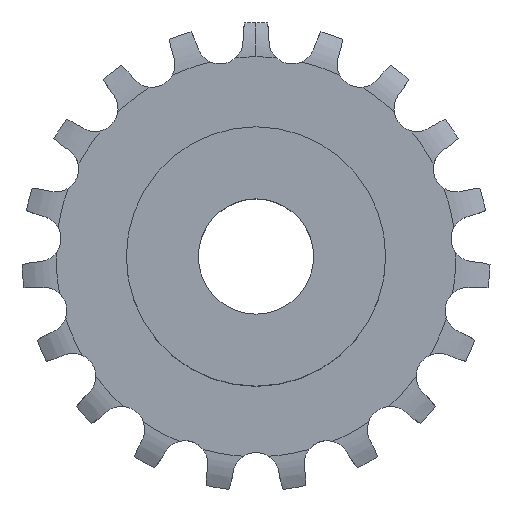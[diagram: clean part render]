
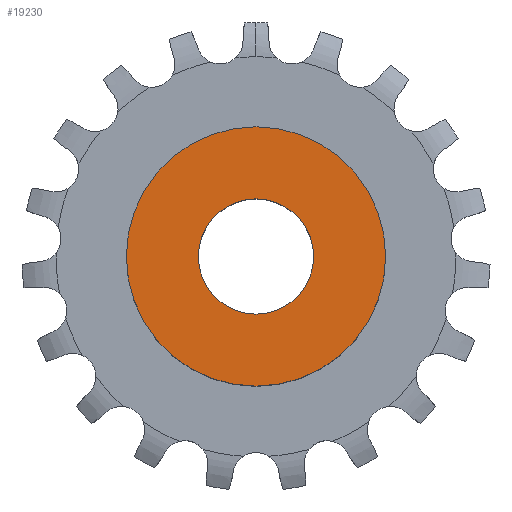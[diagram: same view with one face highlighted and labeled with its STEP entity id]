
A CAD part, top view. The second image highlights one B-rep face of the part: STEP entity #19230.
In plain terms, the highlighted planar face has unit normal (0, 0, 1).
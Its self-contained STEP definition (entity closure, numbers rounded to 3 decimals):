
#3181 = CYLINDRICAL_SURFACE('',#3182,4.);
#3182 = AXIS2_PLACEMENT_3D('',#3183,#3184,#3185);
#3183 = CARTESIAN_POINT('',(0.,0.,5000.));
#3184 = DIRECTION('',(0.,0.,1.));
#3185 = DIRECTION('',(1.,0.,-0.));
#5668 = CYLINDRICAL_SURFACE('',#5669,9.);
#5669 = AXIS2_PLACEMENT_3D('',#5670,#5671,#5672);
#5670 = CARTESIAN_POINT('',(0.,0.,0.));
#5671 = DIRECTION('',(-0.,-0.,-1.));
#5672 = DIRECTION('',(1.,0.,0.));
#15713 = EDGE_CURVE('',#15714,#15714,#15716,.T.);
#15714 = VERTEX_POINT('',#15715);
#15715 = CARTESIAN_POINT('',(4.,0.,11.85));
#15716 = SURFACE_CURVE('',#15717,(#15722,#15729),.PCURVE_S1.);
#15717 = CIRCLE('',#15718,4.);
#15718 = AXIS2_PLACEMENT_3D('',#15719,#15720,#15721);
#15719 = CARTESIAN_POINT('',(0.,0.,11.85));
#15720 = DIRECTION('',(0.,0.,1.));
#15721 = DIRECTION('',(1.,0.,-0.));
#15722 = PCURVE('',#3181,#15723);
#15723 = DEFINITIONAL_REPRESENTATION('',(#15724),#15728);
#15724 = LINE('',#15725,#15726);
#15725 = CARTESIAN_POINT('',(0.,-4988.15));
#15726 = VECTOR('',#15727,1.);
#15727 = DIRECTION('',(1.,0.));
#15728 = ( GEOMETRIC_REPRESENTATION_CONTEXT(2) 
PARAMETRIC_REPRESENTATION_CONTEXT() REPRESENTATION_CONTEXT('2D SPACE',''
  ) );
#15729 = PCURVE('',#15730,#15735);
#15730 = PLANE('',#15731);
#15731 = AXIS2_PLACEMENT_3D('',#15732,#15733,#15734);
#15732 = CARTESIAN_POINT('',(0.,0.,11.85));
#15733 = DIRECTION('',(0.,0.,1.));
#15734 = DIRECTION('',(0.,-1.,0.));
#15735 = DEFINITIONAL_REPRESENTATION('',(#15736),#15740);
#15736 = CIRCLE('',#15737,4.);
#15737 = AXIS2_PLACEMENT_2D('',#15738,#15739);
#15738 = CARTESIAN_POINT('',(0.,0.));
#15739 = DIRECTION('',(0.,1.));
#15740 = ( GEOMETRIC_REPRESENTATION_CONTEXT(2) 
PARAMETRIC_REPRESENTATION_CONTEXT() REPRESENTATION_CONTEXT('2D SPACE',''
  ) );
#18025 = VERTEX_POINT('',#18026);
#18026 = CARTESIAN_POINT('',(9.,0.,11.85));
#18047 = EDGE_CURVE('',#18025,#18025,#18048,.T.);
#18048 = SURFACE_CURVE('',#18049,(#18054,#18061),.PCURVE_S1.);
#18049 = CIRCLE('',#18050,9.);
#18050 = AXIS2_PLACEMENT_3D('',#18051,#18052,#18053);
#18051 = CARTESIAN_POINT('',(0.,0.,11.85));
#18052 = DIRECTION('',(0.,0.,1.));
#18053 = DIRECTION('',(1.,0.,0.));
#18054 = PCURVE('',#5668,#18055);
#18055 = DEFINITIONAL_REPRESENTATION('',(#18056),#18060);
#18056 = LINE('',#18057,#18058);
#18057 = CARTESIAN_POINT('',(-0.,-11.85));
#18058 = VECTOR('',#18059,1.);
#18059 = DIRECTION('',(-1.,0.));
#18060 = ( GEOMETRIC_REPRESENTATION_CONTEXT(2) 
PARAMETRIC_REPRESENTATION_CONTEXT() REPRESENTATION_CONTEXT('2D SPACE',''
  ) );
#18061 = PCURVE('',#15730,#18062);
#18062 = DEFINITIONAL_REPRESENTATION('',(#18063),#18067);
#18063 = CIRCLE('',#18064,9.);
#18064 = AXIS2_PLACEMENT_2D('',#18065,#18066);
#18065 = CARTESIAN_POINT('',(0.,0.));
#18066 = DIRECTION('',(0.,1.));
#18067 = ( GEOMETRIC_REPRESENTATION_CONTEXT(2) 
PARAMETRIC_REPRESENTATION_CONTEXT() REPRESENTATION_CONTEXT('2D SPACE',''
  ) );
#19230 = ADVANCED_FACE('',(#19231,#19234),#15730,.T.);
#19231 = FACE_BOUND('',#19232,.T.);
#19232 = EDGE_LOOP('',(#19233));
#19233 = ORIENTED_EDGE('',*,*,#18047,.T.);
#19234 = FACE_BOUND('',#19235,.T.);
#19235 = EDGE_LOOP('',(#19236));
#19236 = ORIENTED_EDGE('',*,*,#15713,.F.);
